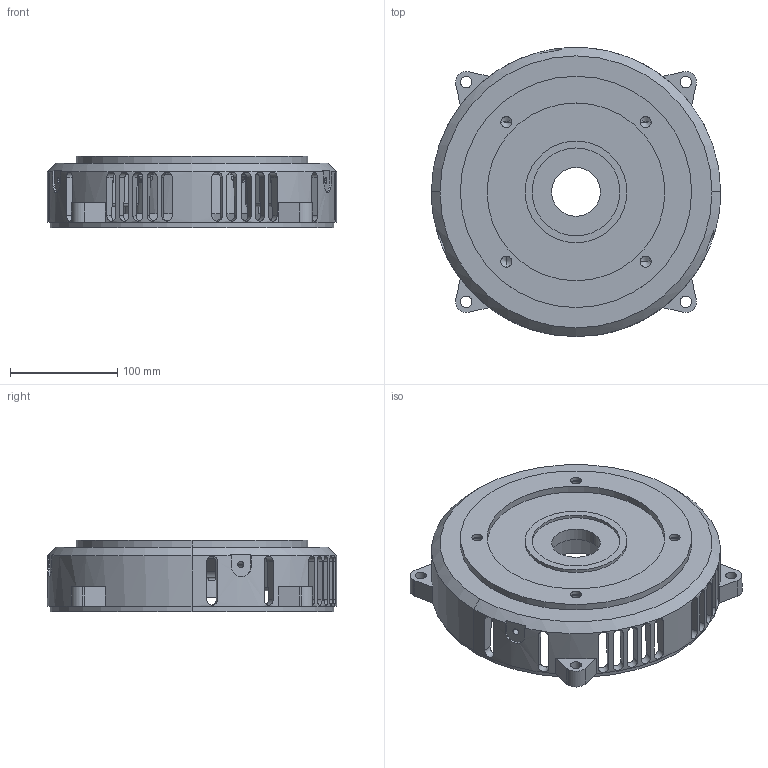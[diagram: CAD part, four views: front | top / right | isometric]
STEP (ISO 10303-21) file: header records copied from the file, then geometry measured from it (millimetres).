
FILE_DESCRIPTION (( 'STEP AP214' ), '1' );
FILE_NAME ('MTADP-CFACE-250.STEP', '2020-07-08T13:51:55', ( '' ), ( '' ), 'SwSTEP 2.0', 'SolidWorks 2017', '' );
FILE_SCHEMA (( 'AUTOMOTIVE_DESIGN' ));
Length unit declared in the file: inch
Products named in the file (1): MTADP-CFACE-250
Bounding box: 270 x 270 x 66.35 mm (x, y, z)
Volume: 1329967.1 mm3; surface area: 263336.2 mm2
Topology: 1 solids, 1 shells, 483 faces, 1229 edges, 736 vertices
Faces by surface type: cylinder 192, plane 110, bspline 66, torus 54, sphere 37, cone 24
Entity records: 22065 total; most frequent: CARTESIAN_POINT 10905, ORIENTED_EDGE 2418, DIRECTION 2250, EDGE_CURVE 1209, AXIS2_PLACEMENT_3D 924, VERTEX_POINT 736, EDGE_LOOP 535, CIRCLE 506
